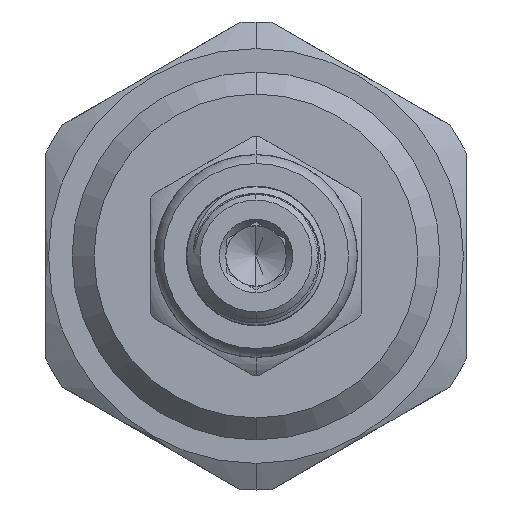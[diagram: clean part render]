
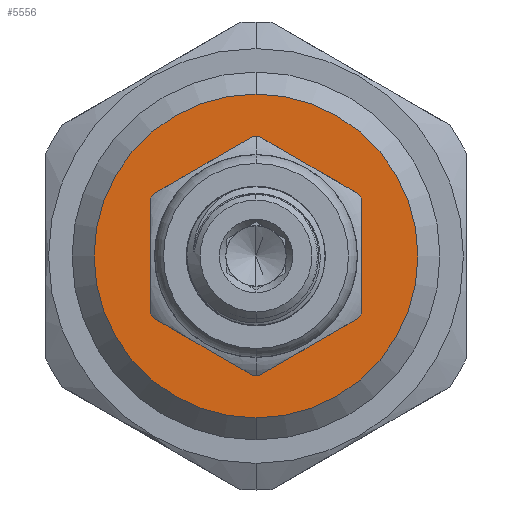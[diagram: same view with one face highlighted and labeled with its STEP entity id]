
A CAD part, left-side view. The second image highlights one B-rep face of the part: STEP entity #5556.
In plain terms, the highlighted planar face has unit normal (-1, 0, 0).
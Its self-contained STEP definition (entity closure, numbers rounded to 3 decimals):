
#1360 = ORIENTED_EDGE ( 'NONE', *, *, #12113, .T. ) ;
#1361 = ORIENTED_EDGE ( 'NONE', *, *, #12551, .T. ) ;
#1362 = ORIENTED_EDGE ( 'NONE', *, *, #12554, .F. ) ;
#1363 = ORIENTED_EDGE ( 'NONE', *, *, #12107, .F. ) ;
#1596 = AXIS2_PLACEMENT_3D ( 'NONE', #8755, #8757, #8759 ) ;
#1597 = AXIS2_PLACEMENT_3D ( 'NONE', #8774, #8776, #8778 ) ;
#2247 = AXIS2_PLACEMENT_3D ( 'NONE', #8144, #8145, #8146 ) ;
#2248 = AXIS2_PLACEMENT_3D ( 'NONE', #8147, #8148, #8149 ) ;
#4811 = CIRCLE ( 'NONE', #1596, 11. ) ;
#4814 = CIRCLE ( 'NONE', #1597, 6.875 ) ;
#5028 = CIRCLE ( 'NONE', #2248, 11. ) ;
#5031 = CIRCLE ( 'NONE', #2247, 6.875 ) ;
#5420 = AXIS2_PLACEMENT_3D ( 'NONE', #12460, #12458, #12468 ) ;
#5556 = ADVANCED_FACE ( 'NONE', ( #6009, #6011 ), #12464, .T. ) ;
#6009 = FACE_OUTER_BOUND ( 'NONE', #13262, .T. ) ;
#6011 = FACE_BOUND ( 'NONE', #13250, .T. ) ;
#8144 = CARTESIAN_POINT ( 'NONE',  ( 0., 0., 0. ) ) ;
#8145 = DIRECTION ( 'NONE',  ( 1., 0., 0. ) ) ;
#8146 = DIRECTION ( 'NONE',  ( 0., 0., -1. ) ) ;
#8147 = CARTESIAN_POINT ( 'NONE',  ( 0., 0., 0. ) ) ;
#8148 = DIRECTION ( 'NONE',  ( 1., 0., 0. ) ) ;
#8149 = DIRECTION ( 'NONE',  ( 0., 0., -1. ) ) ;
#8237 = CARTESIAN_POINT ( 'NONE',  ( 0., 0., -6.875 ) ) ;
#8348 = CARTESIAN_POINT ( 'NONE',  ( 0., 0., 6.875 ) ) ;
#8455 = CARTESIAN_POINT ( 'NONE',  ( 0., 0., 11. ) ) ;
#8572 = CARTESIAN_POINT ( 'NONE',  ( 0., 0., -11. ) ) ;
#8755 = CARTESIAN_POINT ( 'NONE',  ( 0., 0., 0. ) ) ;
#8757 = DIRECTION ( 'NONE',  ( 1., 0., 0. ) ) ;
#8759 = DIRECTION ( 'NONE',  ( 0., 0., -1. ) ) ;
#8774 = CARTESIAN_POINT ( 'NONE',  ( 0., 0., 0. ) ) ;
#8776 = DIRECTION ( 'NONE',  ( 1., 0., 0. ) ) ;
#8778 = DIRECTION ( 'NONE',  ( 0., 0., -1. ) ) ;
#12107 = EDGE_CURVE ( 'NONE', #14273, #14089, #4811, .T. ) ;
#12113 = EDGE_CURVE ( 'NONE', #13891, #13982, #4814, .T. ) ;
#12458 = DIRECTION ( 'NONE',  ( -1., 0., 0. ) ) ;
#12460 = CARTESIAN_POINT ( 'NONE',  ( 0., 0., 0. ) ) ;
#12464 = PLANE ( 'NONE',  #5420 ) ;
#12468 = DIRECTION ( 'NONE',  ( 0., 0., 1. ) ) ;
#12551 = EDGE_CURVE ( 'NONE', #13982, #13891, #5031, .T. ) ;
#12554 = EDGE_CURVE ( 'NONE', #14089, #14273, #5028, .T. ) ;
#13250 = EDGE_LOOP ( 'NONE', ( #1361, #1360 ) ) ;
#13262 = EDGE_LOOP ( 'NONE', ( #1363, #1362 ) ) ;
#13891 = VERTEX_POINT ( 'NONE', #8237 ) ;
#13982 = VERTEX_POINT ( 'NONE', #8348 ) ;
#14089 = VERTEX_POINT ( 'NONE', #8455 ) ;
#14273 = VERTEX_POINT ( 'NONE', #8572 ) ;
